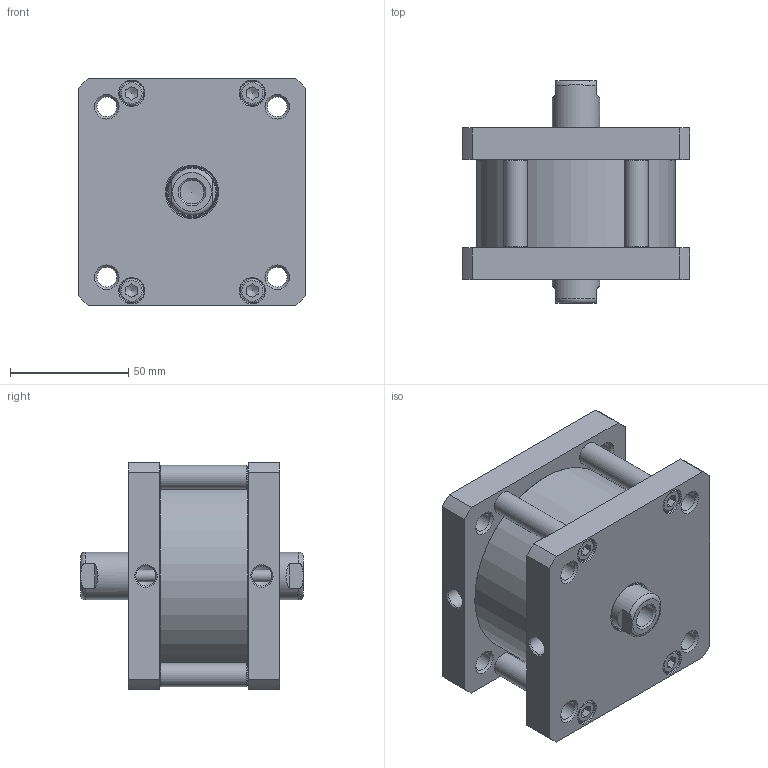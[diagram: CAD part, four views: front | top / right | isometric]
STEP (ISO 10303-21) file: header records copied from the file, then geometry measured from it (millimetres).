
FILE_DESCRIPTION((''),'2;1');
FILE_NAME('XDMP080.010.GS.F.stp','2014-03-24T14:23:09',('carlo.corazza'),(''),'Autodesk Inventor 2012','Autodesk Inventor 2012','');
FILE_SCHEMA(('AUTOMOTIVE_DESIGN { 1 0 10303 214 1 1 1 1 }'));
Length unit declared in the file: millimetre
Products named in the file (6): XDMP080..GS.F; CORPO-010; STELO-010; TA; TIRANTE-010
Assembly tree (9 placements, depth 2):
  XDMP080..GS.F
    CORPO-010
    STELO-010  x2
    TA
    TA
    TIRANTE-010  x4
Bounding box: 96 x 94 x 96 mm (x, y, z)
Volume: 277665.7 mm3; surface area: 91961.2 mm2
Topology: 9 solids, 19 shells, 288 faces, 634 edges, 394 vertices
Faces by surface type: plane 112, cone 90, cylinder 70, torus 16
Full cylindrical faces by diameter (mm): 4.917 x4, 5 x2, 6.9 x8, 8.376 x10, 8.566 x2, 10 x12, 10.106 x2, 10.5 x8, 20 x2, 20.6 x2, 21.9 x2, 23 x2, 24.8 x2, 25 x2, 80 x1, 84 x1
Entity records: 6672 total; most frequent: CARTESIAN_POINT 1251, DIRECTION 1078, ORIENTED_EDGE 778, AXIS2_PLACEMENT_3D 472, EDGE_LOOP 460, EDGE_CURVE 389, VERTEX_POINT 321, STYLED_ITEM 261
